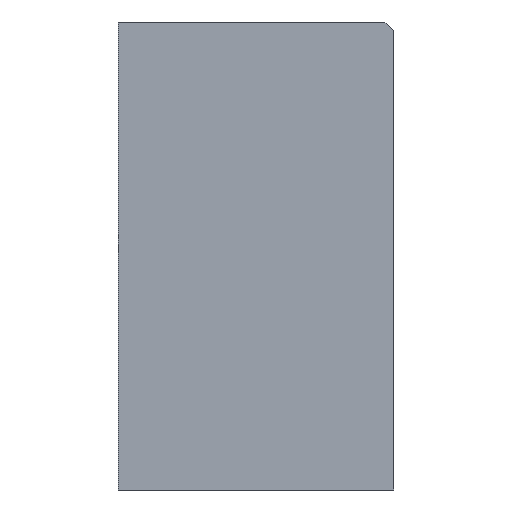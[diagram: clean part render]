
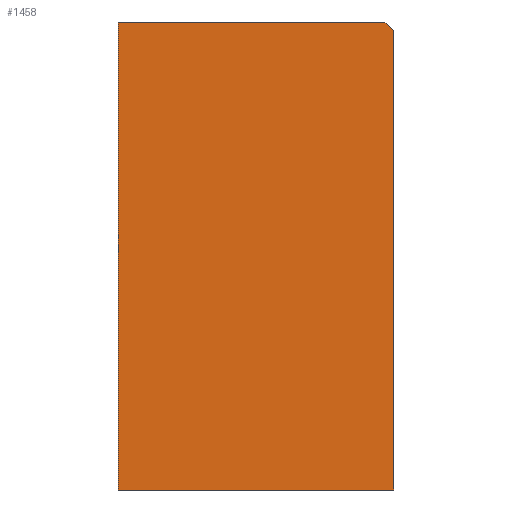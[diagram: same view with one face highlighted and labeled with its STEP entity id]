
A CAD part, front view. The second image highlights one B-rep face of the part: STEP entity #1458.
In plain terms, the highlighted planar face has unit normal (0, -1, 0).
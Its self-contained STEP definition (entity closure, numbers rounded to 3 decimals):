
#130=FACE_OUTER_BOUND('',#222,.T.);
#222=EDGE_LOOP('',(#1070,#1071,#1072,#1073,#1074));
#343=LINE('',#2314,#496);
#346=LINE('',#2319,#499);
#348=LINE('',#2323,#501);
#350=LINE('',#2327,#503);
#351=LINE('',#2329,#504);
#496=VECTOR('',#1827,10.);
#499=VECTOR('',#1832,10.);
#501=VECTOR('',#1836,10.);
#503=VECTOR('',#1840,10.);
#504=VECTOR('',#1843,10.);
#675=VERTEX_POINT('',#2311);
#676=VERTEX_POINT('',#2313);
#677=VERTEX_POINT('',#2317);
#678=VERTEX_POINT('',#2321);
#679=VERTEX_POINT('',#2325);
#824=EDGE_CURVE('',#676,#675,#343,.T.);
#827=EDGE_CURVE('',#675,#677,#346,.T.);
#829=EDGE_CURVE('',#677,#678,#348,.T.);
#831=EDGE_CURVE('',#678,#679,#350,.T.);
#832=EDGE_CURVE('',#676,#679,#351,.T.);
#1070=ORIENTED_EDGE('',*,*,#832,.F.);
#1071=ORIENTED_EDGE('',*,*,#824,.T.);
#1072=ORIENTED_EDGE('',*,*,#827,.T.);
#1073=ORIENTED_EDGE('',*,*,#829,.T.);
#1074=ORIENTED_EDGE('',*,*,#831,.T.);
#1406=PLANE('',#1594);
#1458=ADVANCED_FACE('',(#130),#1406,.T.);
#1594=AXIS2_PLACEMENT_3D('',#2330,#1844,#1845);
#1827=DIRECTION('',(-1.,0.,0.));
#1832=DIRECTION('',(0.,0.,-1.));
#1836=DIRECTION('',(1.,0.,0.));
#1840=DIRECTION('',(0.,0.,1.));
#1843=DIRECTION('',(0.707,0.,-0.707));
#1844=DIRECTION('center_axis',(0.,-1.,0.));
#1845=DIRECTION('ref_axis',(0.,0.,-1.));
#2311=CARTESIAN_POINT('',(-63.5,0.,107.95));
#2313=CARTESIAN_POINT('',(59.5,0.,107.95));
#2314=CARTESIAN_POINT('',(63.5,0.,107.95));
#2317=CARTESIAN_POINT('',(-63.5,0.,-107.95));
#2319=CARTESIAN_POINT('',(-63.5,0.,107.95));
#2321=CARTESIAN_POINT('',(63.5,0.,-107.95));
#2323=CARTESIAN_POINT('',(-63.5,0.,-107.95));
#2325=CARTESIAN_POINT('',(63.5,0.,103.95));
#2327=CARTESIAN_POINT('',(63.5,0.,-107.95));
#2329=CARTESIAN_POINT('',(72.613,0.,94.838));
#2330=CARTESIAN_POINT('Origin',(0.,0.,0.));
